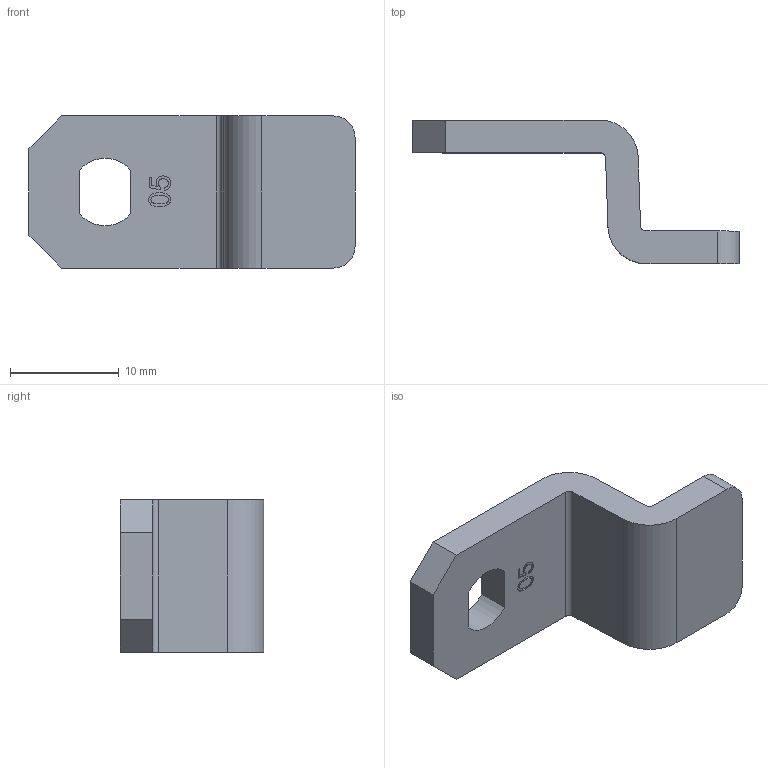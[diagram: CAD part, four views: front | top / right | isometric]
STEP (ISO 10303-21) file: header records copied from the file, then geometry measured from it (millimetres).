
FILE_DESCRIPTION(('STEP AP214'),'1');
FILE_NAME('me.step','2017-07-19T05:51:59',(' '),(' '),'Spatial InterOp 3D',' ',' ');
FILE_SCHEMA(('automotive_design'));
Length unit declared in the file: millimetre
Products named in the file (1): _90
Bounding box: 30 x 13.2 x 14 mm (x, y, z)
Volume: 1496.7 mm3; surface area: 1354.2 mm2
Topology: 1 solids, 1 shells, 36 faces, 93 edges, 62 vertices
Faces by surface type: plane 24, cylinder 8, extrusion 4
Entity records: 1555 total; most frequent: CARTESIAN_POINT 398, ORIENTED_EDGE 182, DIRECTION 155, EDGE_CURVE 91, VERTEX_POINT 62, VECTOR 57, LINE 53, AXIS2_PLACEMENT_3D 49
